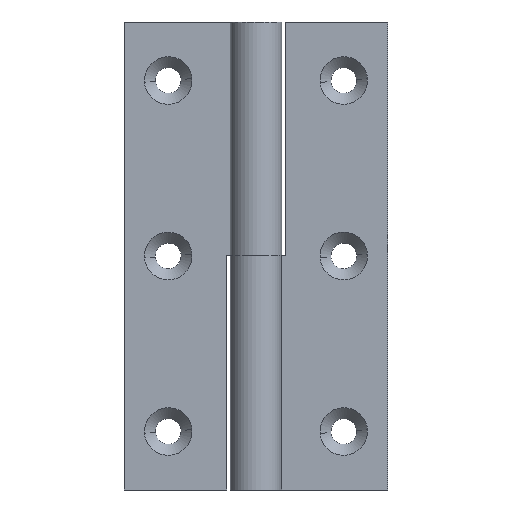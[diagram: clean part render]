
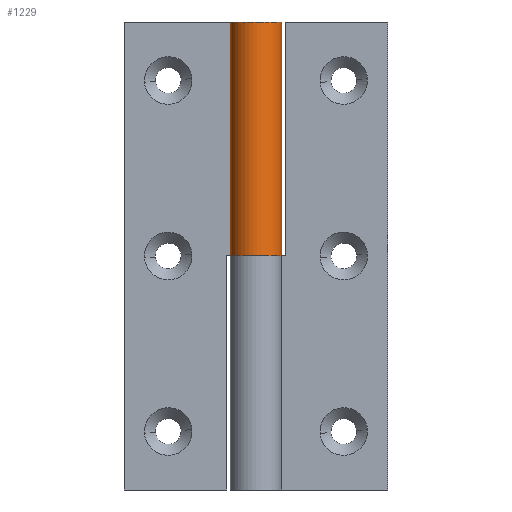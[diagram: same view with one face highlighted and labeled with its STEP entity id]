
A CAD part, front view. The second image highlights one B-rep face of the part: STEP entity #1229.
In plain terms, the highlighted free-form (B-spline) face has degree [1, 2] with [2, 7] control points.
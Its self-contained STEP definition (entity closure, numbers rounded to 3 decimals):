
#901=CARTESIAN_POINT('',(0.,3.5,32.));
#902=VERTEX_POINT('',#901);
#903=CARTESIAN_POINT('',(-2.939,1.9,32.));
#904=VERTEX_POINT('',#903);
#905=CARTESIAN_POINT('',(0.0,3.5,32.));
#906=CARTESIAN_POINT('',(2.721,3.5,32.));
#907=CARTESIAN_POINT('',(3.392,0.863,32.));
#908=CARTESIAN_POINT('',(4.063,-1.773,32.));
#909=CARTESIAN_POINT('',(1.673,-3.074,32.));
#910=CARTESIAN_POINT('',(-0.716,-4.375,32.));
#911=CARTESIAN_POINT('',(-2.566,-2.38,32.));
#912=CARTESIAN_POINT('',(-4.416,-0.385,32.));
#913=CARTESIAN_POINT('',(-2.939,1.9,32.));
#921=(BOUNDED_CURVE()B_SPLINE_CURVE(2,(#905,#906,#907,#908,#909,#910,#911,#912,#913),.UNSPECIFIED.,.F.,.U.)B_SPLINE_CURVE_WITH_KNOTS((3,2,2,2,3),(0.0,0.25,0.5,0.75,1.0),.UNSPECIFIED.)CURVE()GEOMETRIC_REPRESENTATION_ITEM()RATIONAL_B_SPLINE_CURVE((1.0,0.79,1.0,0.79,1.0,0.79,1.0,0.79,1.0))REPRESENTATION_ITEM(''));
#922=EDGE_CURVE('',#902,#904,#921,.T.);
#973=CARTESIAN_POINT('',(-2.939,1.9,64.));
#974=VERTEX_POINT('',#973);
#980=CARTESIAN_POINT('',(0.,3.5,64.));
#981=VERTEX_POINT('',#980);
#982=CARTESIAN_POINT('',(0.0,3.5,64.));
#983=CARTESIAN_POINT('',(2.721,3.5,64.));
#984=CARTESIAN_POINT('',(3.392,0.863,64.));
#985=CARTESIAN_POINT('',(4.063,-1.773,64.));
#986=CARTESIAN_POINT('',(1.673,-3.074,64.));
#987=CARTESIAN_POINT('',(-0.716,-4.375,64.));
#988=CARTESIAN_POINT('',(-2.566,-2.38,64.));
#989=CARTESIAN_POINT('',(-4.416,-0.385,64.));
#990=CARTESIAN_POINT('',(-2.939,1.9,64.));
#998=(BOUNDED_CURVE()B_SPLINE_CURVE(2,(#982,#983,#984,#985,#986,#987,#988,#989,#990),.UNSPECIFIED.,.F.,.U.)B_SPLINE_CURVE_WITH_KNOTS((3,2,2,2,3),(0.0,0.25,0.5,0.75,1.0),.UNSPECIFIED.)CURVE()GEOMETRIC_REPRESENTATION_ITEM()RATIONAL_B_SPLINE_CURVE((1.0,0.79,1.0,0.79,1.0,0.79,1.0,0.79,1.0))REPRESENTATION_ITEM(''));
#999=EDGE_CURVE('',#981,#974,#998,.T.);
#1117=CARTESIAN_POINT('',(0.,3.5,64.));
#1118=CARTESIAN_POINT('',(0.,3.5,32.));
#1119=QUASI_UNIFORM_CURVE('',1,(#1117,#1118),.UNSPECIFIED.,.F.,.U.);
#1120=EDGE_CURVE('',#981,#902,#1119,.T.);
#1197=CARTESIAN_POINT('',(-2.889,1.976,64.8));
#1198=CARTESIAN_POINT('',(-2.889,1.976,31.18));
#1199=CARTESIAN_POINT('',(-5.344,-1.612,64.8));
#1200=CARTESIAN_POINT('',(-5.344,-1.612,31.18));
#1201=CARTESIAN_POINT('',(-1.314,-3.244,64.8));
#1202=CARTESIAN_POINT('',(-1.314,-3.244,31.18));
#1203=CARTESIAN_POINT('',(2.716,-4.876,64.8));
#1204=CARTESIAN_POINT('',(2.716,-4.876,31.18));
#1205=CARTESIAN_POINT('',(3.45,-0.59,64.8));
#1206=CARTESIAN_POINT('',(3.45,-0.59,31.18));
#1207=CARTESIAN_POINT('',(4.183,3.695,64.8));
#1208=CARTESIAN_POINT('',(4.183,3.695,31.18));
#1209=CARTESIAN_POINT('',(-0.16,3.496,64.8));
#1210=CARTESIAN_POINT('',(-0.16,3.496,31.18));
#1218=(BOUNDED_SURFACE()B_SPLINE_SURFACE(1,2,((#1197,#1199,#1201,#1203,#1205,#1207,#1209),(#1198,#1200,#1202,#1204,#1206,#1208,#1210)),.UNSPECIFIED.,.F.,.F.,.U.)B_SPLINE_SURFACE_WITH_KNOTS((2,2),(3,2,2,3),(0.0,33.62),(0.0,6.703,13.405,20.108),.UNSPECIFIED.)GEOMETRIC_REPRESENTATION_ITEM()RATIONAL_B_SPLINE_SURFACE(((1.0,0.627,1.0,0.627,1.0,0.627,1.0),(1.0,0.627,1.0,0.627,1.0,0.627,1.0)))REPRESENTATION_ITEM('')SURFACE());
#1219=CARTESIAN_POINT('',(-2.939,1.9,64.));
#1220=CARTESIAN_POINT('',(-2.939,1.9,32.));
#1221=QUASI_UNIFORM_CURVE('',1,(#1219,#1220),.UNSPECIFIED.,.F.,.U.);
#1222=EDGE_CURVE('',#974,#904,#1221,.T.);
#1223=ORIENTED_EDGE('',*,*,#1222,.T.);
#1224=ORIENTED_EDGE('',*,*,#922,.F.);
#1225=ORIENTED_EDGE('',*,*,#1120,.F.);
#1226=ORIENTED_EDGE('',*,*,#999,.T.);
#1227=EDGE_LOOP('',(#1223,#1224,#1225,#1226));
#1228=FACE_OUTER_BOUND('',#1227,.T.);
#1229=ADVANCED_FACE('',(#1228),#1218,.T.);
